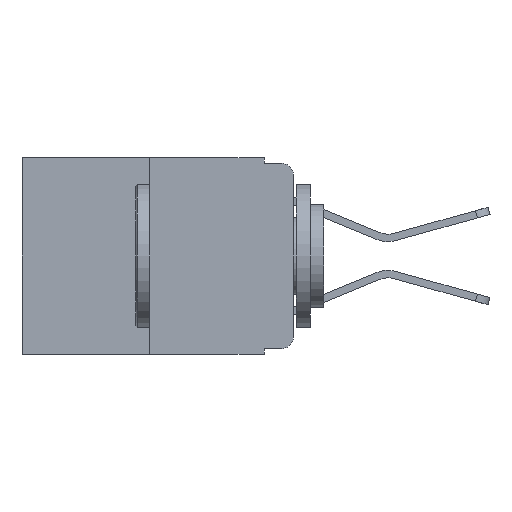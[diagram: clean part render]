
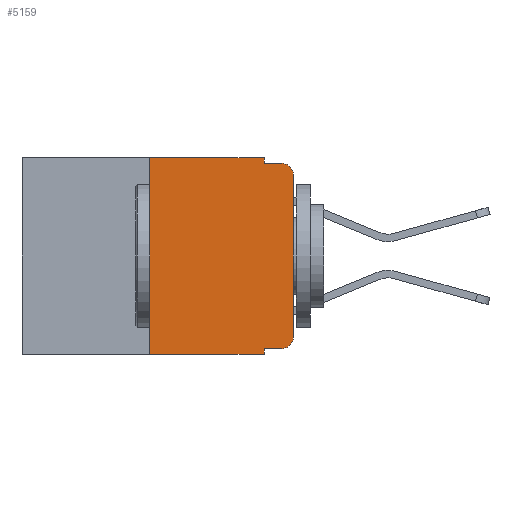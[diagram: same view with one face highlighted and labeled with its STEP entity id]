
A CAD part, left-side view. The second image highlights one B-rep face of the part: STEP entity #5159.
In plain terms, the highlighted planar face has unit normal (-1, 0, 0).
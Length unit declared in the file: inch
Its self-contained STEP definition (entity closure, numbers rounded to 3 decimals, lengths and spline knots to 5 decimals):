
#620 = EDGE_CURVE ( 'NONE', #18542, #5975, #12692, .T. ) ;
#1412 = DIRECTION ( 'NONE',  ( 0., -1., 0. ) ) ;
#1534 = CARTESIAN_POINT ( 'NONE',  ( 0., 0.473, 0. ) ) ;
#1535 = LINE ( 'NONE', #6270, #20317 ) ;
#1755 = CIRCLE ( 'NONE', #3300, 0.02 ) ;
#2014 = VECTOR ( 'NONE', #1412, 39.37008 ) ;
#2415 = CARTESIAN_POINT ( 'NONE',  ( 0., 0.02, -0.03 ) ) ;
#3300 = AXIS2_PLACEMENT_3D ( 'NONE', #8842, #22718, #10837 ) ;
#3349 = EDGE_CURVE ( 'NONE', #24212, #21606, #8202, .T. ) ;
#3590 = DIRECTION ( 'NONE',  ( 0., 0., -1. ) ) ;
#3630 = DIRECTION ( 'NONE',  ( 0., 0., -1. ) ) ;
#3703 = CARTESIAN_POINT ( 'NONE',  ( 0., 0., 0. ) ) ;
#3948 = EDGE_CURVE ( 'NONE', #14460, #18542, #1535, .T. ) ;
#4438 = DIRECTION ( 'NONE',  ( 0., 0., -1. ) ) ;
#4541 = DIRECTION ( 'NONE',  ( 0., -1., 0. ) ) ;
#5159 = ADVANCED_FACE ( 'NONE', ( #19339 ), #23438, .F. ) ;
#5481 = ORIENTED_EDGE ( 'NONE', *, *, #10549, .T. ) ;
#5975 = VERTEX_POINT ( 'NONE', #23670 ) ;
#6270 = CARTESIAN_POINT ( 'NONE',  ( 0., 0.473, 0. ) ) ;
#6386 = ORIENTED_EDGE ( 'NONE', *, *, #620, .F. ) ;
#7075 = VECTOR ( 'NONE', #19704, 39.37008 ) ;
#8202 = CIRCLE ( 'NONE', #18324, 0.02 ) ;
#8453 = CARTESIAN_POINT ( 'NONE',  ( 0., 0., -0.313 ) ) ;
#8730 = EDGE_CURVE ( 'NONE', #5975, #21606, #25186, .T. ) ;
#8842 = CARTESIAN_POINT ( 'NONE',  ( 0., 0.02, -0.313 ) ) ;
#8847 = ORIENTED_EDGE ( 'NONE', *, *, #3349, .T. ) ;
#9058 = DIRECTION ( 'NONE',  ( 0., -1., 0. ) ) ;
#9339 = VECTOR ( 'NONE', #4541, 39.37008 ) ;
#9498 = LINE ( 'NONE', #9602, #19470 ) ;
#9602 = CARTESIAN_POINT ( 'NONE',  ( 0., 0.051, 0. ) ) ;
#9625 = AXIS2_PLACEMENT_3D ( 'NONE', #1534, #15572, #3590 ) ;
#9845 = ORIENTED_EDGE ( 'NONE', *, *, #11894, .F. ) ;
#10152 = ORIENTED_EDGE ( 'NONE', *, *, #17740, .T. ) ;
#10549 = EDGE_CURVE ( 'NONE', #13699, #22817, #1755, .T. ) ;
#10837 = DIRECTION ( 'NONE',  ( 0., 0., -1. ) ) ;
#11047 = CARTESIAN_POINT ( 'NONE',  ( 0., 0.051, -0.01 ) ) ;
#11086 = CARTESIAN_POINT ( 'NONE',  ( 0., 0.051, -0.343 ) ) ;
#11407 = EDGE_CURVE ( 'NONE', #22817, #24212, #22927, .T. ) ;
#11637 = EDGE_CURVE ( 'NONE', #18813, #20406, #13327, .T. ) ;
#11734 = ORIENTED_EDGE ( 'NONE', *, *, #11637, .T. ) ;
#11894 = EDGE_CURVE ( 'NONE', #18813, #14460, #17031, .T. ) ;
#11977 = ORIENTED_EDGE ( 'NONE', *, *, #8730, .F. ) ;
#12692 = LINE ( 'NONE', #24366, #17975 ) ;
#13093 = CARTESIAN_POINT ( 'NONE',  ( 0., 0.051, 0. ) ) ;
#13327 = LINE ( 'NONE', #25272, #2014 ) ;
#13699 = VERTEX_POINT ( 'NONE', #25751 ) ;
#14079 = VECTOR ( 'NONE', #9058, 39.37008 ) ;
#14244 = CARTESIAN_POINT ( 'NONE',  ( 0., 0.25, -0.343 ) ) ;
#14460 = VERTEX_POINT ( 'NONE', #18592 ) ;
#14643 = LINE ( 'NONE', #18543, #9339 ) ;
#15460 = ORIENTED_EDGE ( 'NONE', *, *, #3948, .F. ) ;
#15572 = DIRECTION ( 'NONE',  ( 1., 0., 0. ) ) ;
#16227 = DIRECTION ( 'NONE',  ( 0., -1., 0. ) ) ;
#16431 = DIRECTION ( 'NONE',  ( -1., 0., 0. ) ) ;
#17031 = LINE ( 'NONE', #23973, #21693 ) ;
#17740 = EDGE_CURVE ( 'NONE', #18478, #13699, #14643, .T. ) ;
#17975 = VECTOR ( 'NONE', #21822, 39.37008 ) ;
#18324 = AXIS2_PLACEMENT_3D ( 'NONE', #2415, #16431, #4438 ) ;
#18478 = VERTEX_POINT ( 'NONE', #18852 ) ;
#18542 = VERTEX_POINT ( 'NONE', #13093 ) ;
#18543 = CARTESIAN_POINT ( 'NONE',  ( 0., 0.051, -0.333 ) ) ;
#18569 = ORIENTED_EDGE ( 'NONE', *, *, #11407, .T. ) ;
#18592 = CARTESIAN_POINT ( 'NONE',  ( 0., 0.25, 0. ) ) ;
#18813 = VERTEX_POINT ( 'NONE', #14244 ) ;
#18852 = CARTESIAN_POINT ( 'NONE',  ( 0., 0.051, -0.333 ) ) ;
#19339 = FACE_OUTER_BOUND ( 'NONE', #20549, .T. ) ;
#19470 = VECTOR ( 'NONE', #3630, 39.37008 ) ;
#19585 = CARTESIAN_POINT ( 'NONE',  ( 0., 0., -0.03 ) ) ;
#19704 = DIRECTION ( 'NONE',  ( 0., 0., 1. ) ) ;
#20134 = DIRECTION ( 'NONE',  ( 0., 0., 1. ) ) ;
#20317 = VECTOR ( 'NONE', #16227, 39.37008 ) ;
#20406 = VERTEX_POINT ( 'NONE', #11086 ) ;
#20549 = EDGE_LOOP ( 'NONE', ( #18569, #8847, #11977, #6386, #15460, #9845, #11734, #23518, #10152, #5481 ) ) ;
#21606 = VERTEX_POINT ( 'NONE', #23102 ) ;
#21693 = VECTOR ( 'NONE', #20134, 39.37008 ) ;
#21822 = DIRECTION ( 'NONE',  ( 0., 0., -1. ) ) ;
#22718 = DIRECTION ( 'NONE',  ( -1., 0., 0. ) ) ;
#22817 = VERTEX_POINT ( 'NONE', #8453 ) ;
#22927 = LINE ( 'NONE', #3703, #7075 ) ;
#23102 = CARTESIAN_POINT ( 'NONE',  ( 0., 0.02, -0.01 ) ) ;
#23438 = PLANE ( 'NONE',  #9625 ) ;
#23518 = ORIENTED_EDGE ( 'NONE', *, *, #25660, .F. ) ;
#23670 = CARTESIAN_POINT ( 'NONE',  ( 0., 0.051, -0.01 ) ) ;
#23973 = CARTESIAN_POINT ( 'NONE',  ( 0., 0.25, 0. ) ) ;
#24212 = VERTEX_POINT ( 'NONE', #19585 ) ;
#24366 = CARTESIAN_POINT ( 'NONE',  ( 0., 0.051, 0. ) ) ;
#25186 = LINE ( 'NONE', #11047, #14079 ) ;
#25272 = CARTESIAN_POINT ( 'NONE',  ( 0., 0.473, -0.343 ) ) ;
#25660 = EDGE_CURVE ( 'NONE', #18478, #20406, #9498, .T. ) ;
#25751 = CARTESIAN_POINT ( 'NONE',  ( 0., 0.02, -0.333 ) ) ;
